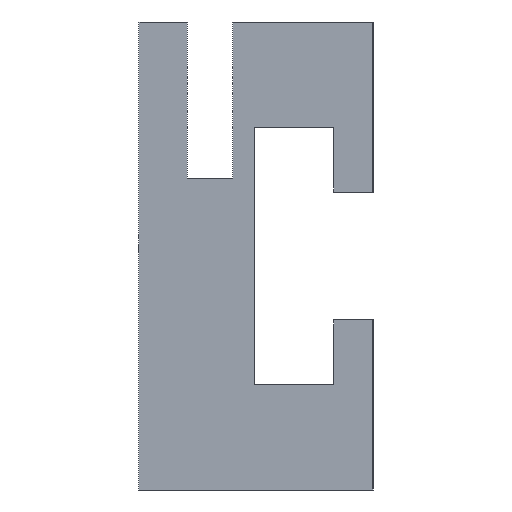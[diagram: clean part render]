
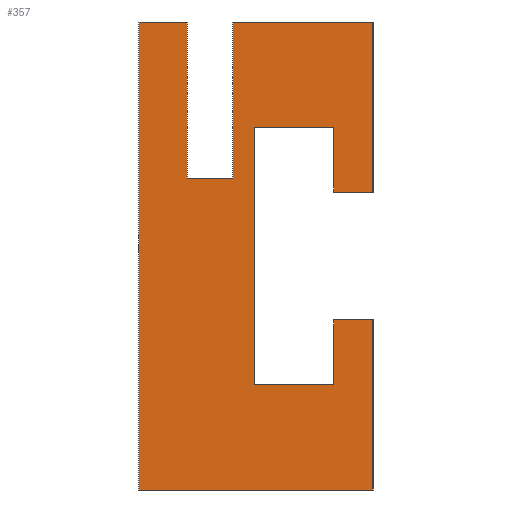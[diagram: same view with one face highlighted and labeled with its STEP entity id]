
A CAD part, left-side view. The second image highlights one B-rep face of the part: STEP entity #357.
In plain terms, the highlighted planar face has unit normal (-1, 0, 0).
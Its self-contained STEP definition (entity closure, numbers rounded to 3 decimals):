
#31=FACE_OUTER_BOUND('',#49,.T.);
#49=EDGE_LOOP('',(#291,#292,#293,#294,#295,#296,#297,#298,#299,#300,#301,
#302,#303,#304,#305,#306));
#53=LINE('',#494,#101);
#57=LINE('',#501,#105);
#60=LINE('',#507,#108);
#63=LINE('',#513,#111);
#66=LINE('',#519,#114);
#69=LINE('',#525,#117);
#72=LINE('',#531,#120);
#75=LINE('',#537,#123);
#78=LINE('',#543,#126);
#81=LINE('',#549,#129);
#84=LINE('',#555,#132);
#87=LINE('',#561,#135);
#90=LINE('',#567,#138);
#93=LINE('',#573,#141);
#96=LINE('',#579,#144);
#98=LINE('',#582,#146);
#101=VECTOR('',#406,1.);
#105=VECTOR('',#412,1.);
#108=VECTOR('',#417,1.);
#111=VECTOR('',#422,1.);
#114=VECTOR('',#427,1.);
#117=VECTOR('',#432,1.);
#120=VECTOR('',#437,1.);
#123=VECTOR('',#442,1.);
#126=VECTOR('',#447,1.);
#129=VECTOR('',#452,1.);
#132=VECTOR('',#457,1.);
#135=VECTOR('',#462,1.);
#138=VECTOR('',#467,1.);
#141=VECTOR('',#472,1.);
#144=VECTOR('',#477,1.);
#146=VECTOR('',#481,1.);
#149=VERTEX_POINT('',#491);
#150=VERTEX_POINT('',#493);
#152=VERTEX_POINT('',#499);
#154=VERTEX_POINT('',#505);
#156=VERTEX_POINT('',#511);
#158=VERTEX_POINT('',#517);
#160=VERTEX_POINT('',#523);
#162=VERTEX_POINT('',#529);
#164=VERTEX_POINT('',#535);
#166=VERTEX_POINT('',#541);
#168=VERTEX_POINT('',#547);
#170=VERTEX_POINT('',#553);
#172=VERTEX_POINT('',#559);
#174=VERTEX_POINT('',#565);
#176=VERTEX_POINT('',#571);
#178=VERTEX_POINT('',#577);
#181=EDGE_CURVE('',#149,#150,#53,.T.);
#185=EDGE_CURVE('',#152,#149,#57,.T.);
#188=EDGE_CURVE('',#154,#152,#60,.T.);
#191=EDGE_CURVE('',#156,#154,#63,.T.);
#194=EDGE_CURVE('',#158,#156,#66,.T.);
#197=EDGE_CURVE('',#160,#158,#69,.T.);
#200=EDGE_CURVE('',#162,#160,#72,.T.);
#203=EDGE_CURVE('',#164,#162,#75,.T.);
#206=EDGE_CURVE('',#166,#164,#78,.T.);
#209=EDGE_CURVE('',#168,#166,#81,.T.);
#212=EDGE_CURVE('',#170,#168,#84,.T.);
#215=EDGE_CURVE('',#172,#170,#87,.T.);
#218=EDGE_CURVE('',#174,#172,#90,.T.);
#221=EDGE_CURVE('',#176,#174,#93,.T.);
#224=EDGE_CURVE('',#178,#176,#96,.T.);
#226=EDGE_CURVE('',#150,#178,#98,.T.);
#291=ORIENTED_EDGE('',*,*,#226,.F.);
#292=ORIENTED_EDGE('',*,*,#181,.F.);
#293=ORIENTED_EDGE('',*,*,#185,.F.);
#294=ORIENTED_EDGE('',*,*,#188,.F.);
#295=ORIENTED_EDGE('',*,*,#191,.F.);
#296=ORIENTED_EDGE('',*,*,#194,.F.);
#297=ORIENTED_EDGE('',*,*,#197,.F.);
#298=ORIENTED_EDGE('',*,*,#200,.F.);
#299=ORIENTED_EDGE('',*,*,#203,.F.);
#300=ORIENTED_EDGE('',*,*,#206,.F.);
#301=ORIENTED_EDGE('',*,*,#209,.F.);
#302=ORIENTED_EDGE('',*,*,#212,.F.);
#303=ORIENTED_EDGE('',*,*,#215,.F.);
#304=ORIENTED_EDGE('',*,*,#218,.F.);
#305=ORIENTED_EDGE('',*,*,#221,.F.);
#306=ORIENTED_EDGE('',*,*,#224,.F.);
#339=PLANE('',#398);
#357=ADVANCED_FACE('',(#31),#339,.T.);
#398=AXIS2_PLACEMENT_3D('',#583,#482,#483);
#406=DIRECTION('',(0.,1.,0.));
#412=DIRECTION('',(0.,0.,-1.));
#417=DIRECTION('',(0.,-1.,0.));
#422=DIRECTION('',(0.,0.,1.));
#427=DIRECTION('',(0.,-1.,0.));
#432=DIRECTION('',(0.,0.,-1.));
#437=DIRECTION('',(0.,1.,0.));
#442=DIRECTION('',(0.,0.,1.));
#447=DIRECTION('',(0.,1.,0.));
#452=DIRECTION('',(0.,0.,-1.));
#457=DIRECTION('',(0.,-1.,0.));
#462=DIRECTION('',(0.,0.,1.));
#467=DIRECTION('',(0.,-1.,0.));
#472=DIRECTION('',(0.,0.,-1.));
#477=DIRECTION('',(0.,-1.,0.));
#481=DIRECTION('',(0.,0.,1.));
#482=DIRECTION('center_axis',(-1.,0.,0.));
#483=DIRECTION('ref_axis',(0.,-1.,0.));
#491=CARTESIAN_POINT('',(0.,0.,-15.));
#493=CARTESIAN_POINT('',(0.,15.,-15.));
#494=CARTESIAN_POINT('',(0.,0.,-15.));
#499=CARTESIAN_POINT('',(0.,0.,-4.1));
#501=CARTESIAN_POINT('',(0.,0.,-4.1));
#505=CARTESIAN_POINT('',(0.,2.5,-4.1));
#507=CARTESIAN_POINT('',(0.,2.5,-4.1));
#511=CARTESIAN_POINT('',(0.,2.5,-8.25));
#513=CARTESIAN_POINT('',(0.,2.5,-8.25));
#517=CARTESIAN_POINT('',(0.,7.6,-8.25));
#519=CARTESIAN_POINT('',(0.,7.6,-8.25));
#523=CARTESIAN_POINT('',(0.,7.6,8.25));
#525=CARTESIAN_POINT('',(0.,7.6,8.25));
#529=CARTESIAN_POINT('',(0.,2.5,8.25));
#531=CARTESIAN_POINT('',(0.,2.5,8.25));
#535=CARTESIAN_POINT('',(0.,2.5,4.1));
#537=CARTESIAN_POINT('',(0.,2.5,4.1));
#541=CARTESIAN_POINT('',(0.,0.,4.1));
#543=CARTESIAN_POINT('',(0.,0.,4.1));
#547=CARTESIAN_POINT('',(0.,0.,15.));
#549=CARTESIAN_POINT('',(0.,0.,15.));
#553=CARTESIAN_POINT('',(0.,9.,15.));
#555=CARTESIAN_POINT('',(0.,9.,15.));
#559=CARTESIAN_POINT('',(0.,9.,5.));
#561=CARTESIAN_POINT('',(0.,9.,5.));
#565=CARTESIAN_POINT('',(0.,11.9,5.));
#567=CARTESIAN_POINT('',(0.,11.9,5.));
#571=CARTESIAN_POINT('',(0.,11.9,15.));
#573=CARTESIAN_POINT('',(0.,11.9,15.));
#577=CARTESIAN_POINT('',(0.,15.,15.));
#579=CARTESIAN_POINT('',(0.,15.,15.));
#582=CARTESIAN_POINT('',(0.,15.,-15.));
#583=CARTESIAN_POINT('Origin',(0.,7.672,1.206));
